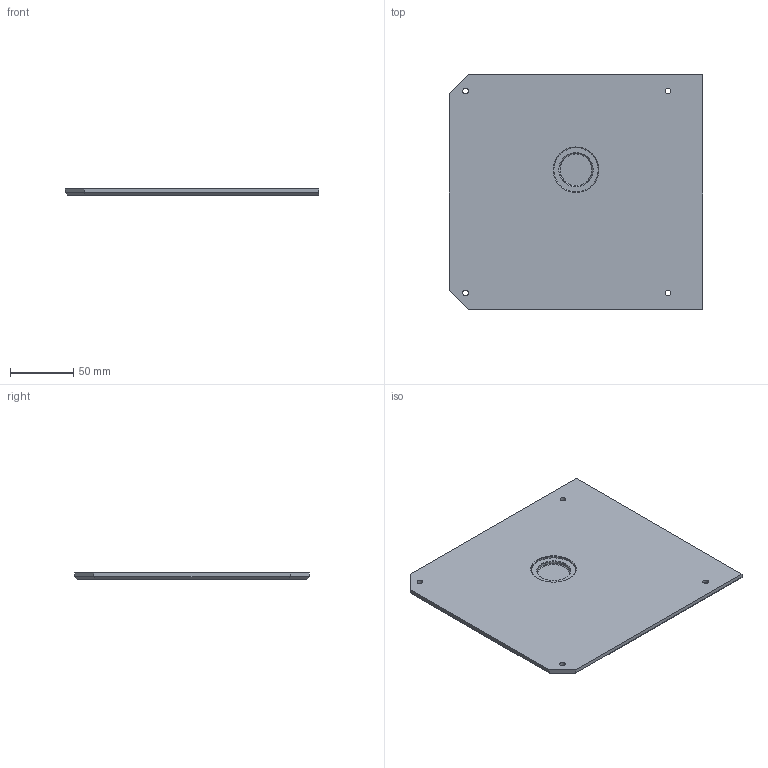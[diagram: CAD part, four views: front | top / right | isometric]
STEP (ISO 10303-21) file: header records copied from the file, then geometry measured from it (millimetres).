
FILE_DESCRIPTION(/* description */ (''),/* implementation_level */ '2;1');
FILE_NAME(/* name */ 'OSM - Bottom Left Plate.step',/* time_stamp */ '2024-06-15T10:35:20-04:00',/* author */ (''),/* organization */ (''),/* preprocessor_version */ 'ST-DEVELOPER v20',/* originating_system */ 'Autodesk Translation Framework v13.14.0.145',/* authorisation */ '');
FILE_SCHEMA (('AUTOMOTIVE_DESIGN { 1 0 10303 214 3 1 1 }'));
Length unit declared in the file: millimetre
Products named in the file (1): Core
Bounding box: 200 x 185 x 5 mm (x, y, z)
Volume: 179099.3 mm3; surface area: 77083.8 mm2
Topology: 1 solids, 1 shells, 28 faces, 65 edges, 41 vertices
Faces by surface type: plane 15, cone 7, cylinder 6
Full cylindrical faces by diameter (mm): 4.5 x4, 26 x1, 35 x1
Entity records: 834 total; most frequent: DIRECTION 146, CARTESIAN_POINT 135, ORIENTED_EDGE 130, EDGE_CURVE 65, AXIS2_PLACEMENT_3D 52, LINE 42, VECTOR 42, VERTEX_POINT 41
